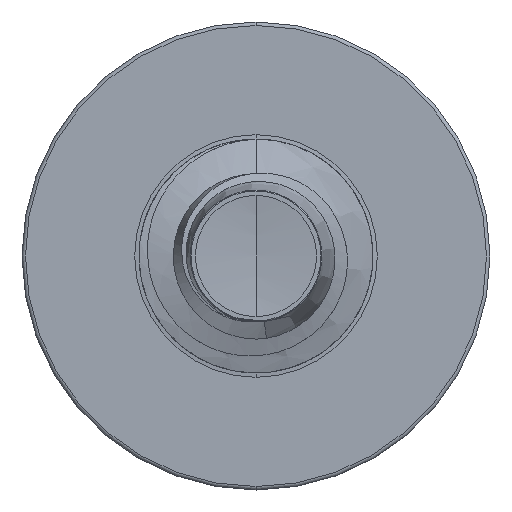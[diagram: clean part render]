
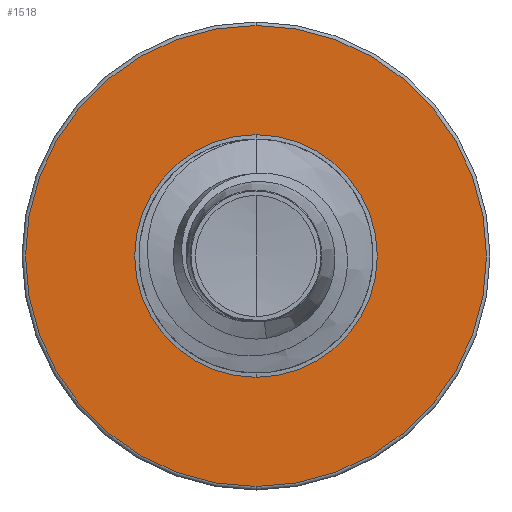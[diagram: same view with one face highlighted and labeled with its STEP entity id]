
A CAD part, front view. The second image highlights one B-rep face of the part: STEP entity #1518.
In plain terms, the highlighted planar face has unit normal (0, -1, 0).
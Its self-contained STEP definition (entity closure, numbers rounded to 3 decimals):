
#35 = ORIENTED_EDGE ( 'NONE', *, *, #17331, .T. ) ;
#1013 = VERTEX_POINT ( 'NONE', #9303 ) ;
#1518 = ADVANCED_FACE ( 'NONE', ( #17368, #13010 ), #3385, .F. ) ;
#1800 = AXIS2_PLACEMENT_3D ( 'NONE', #16153, #16139, #16123 ) ;
#2015 = AXIS2_PLACEMENT_3D ( 'NONE', #3193, #3046, #3147 ) ;
#2084 = AXIS2_PLACEMENT_3D ( 'NONE', #12200, #12183, #12171 ) ;
#2326 = DIRECTION ( 'NONE',  ( 0., 0., 1. ) ) ;
#2355 = DIRECTION ( 'NONE',  ( 0., 1., 0. ) ) ;
#2361 = CARTESIAN_POINT ( 'NONE',  ( 0., 8., 0. ) ) ;
#2813 = CARTESIAN_POINT ( 'NONE',  ( 0., 8., 1.296 ) ) ;
#3046 = DIRECTION ( 'NONE',  ( 0., 1., 0. ) ) ;
#3147 = DIRECTION ( 'NONE',  ( 0., 0., 1. ) ) ;
#3193 = CARTESIAN_POINT ( 'NONE',  ( 0., 8., 0. ) ) ;
#3344 = DIRECTION ( 'NONE',  ( 0., 0., 1. ) ) ;
#3349 = DIRECTION ( 'NONE',  ( 0., 1., 0. ) ) ;
#3385 = PLANE ( 'NONE',  #13172 ) ;
#3425 = CARTESIAN_POINT ( 'NONE',  ( 0., 8., -1.296 ) ) ;
#4242 = CARTESIAN_POINT ( 'NONE',  ( 0., 8., -1.296 ) ) ;
#5866 = EDGE_LOOP ( 'NONE', ( #15292, #35 ) ) ;
#6457 = VERTEX_POINT ( 'NONE', #9495 ) ;
#8153 = VERTEX_POINT ( 'NONE', #4242 ) ;
#8686 = CIRCLE ( 'NONE', #2015, 1.296 ) ;
#8825 = ORIENTED_EDGE ( 'NONE', *, *, #15411, .F. ) ;
#9303 = CARTESIAN_POINT ( 'NONE',  ( 0., 8., -2.462 ) ) ;
#9423 = EDGE_CURVE ( 'NONE', #17339, #8153, #8686, .T. ) ;
#9495 = CARTESIAN_POINT ( 'NONE',  ( 0., 8., 2.463 ) ) ;
#11035 = CIRCLE ( 'NONE', #1800, 2.462 ) ;
#11306 = AXIS2_PLACEMENT_3D ( 'NONE', #2361, #2355, #2326 ) ;
#12171 = DIRECTION ( 'NONE',  ( 0., 0., 1. ) ) ;
#12183 = DIRECTION ( 'NONE',  ( 0., 1., 0. ) ) ;
#12200 = CARTESIAN_POINT ( 'NONE',  ( 0., 8., 0. ) ) ;
#12530 = ORIENTED_EDGE ( 'NONE', *, *, #15561, .F. ) ;
#13010 = FACE_BOUND ( 'NONE', #5866, .T. ) ;
#13172 = AXIS2_PLACEMENT_3D ( 'NONE', #3425, #3349, #3344 ) ;
#13441 = CIRCLE ( 'NONE', #11306, 1.296 ) ;
#15292 = ORIENTED_EDGE ( 'NONE', *, *, #9423, .T. ) ;
#15411 = EDGE_CURVE ( 'NONE', #6457, #1013, #17333, .T. ) ;
#15561 = EDGE_CURVE ( 'NONE', #1013, #6457, #11035, .T. ) ;
#16059 = EDGE_LOOP ( 'NONE', ( #8825, #12530 ) ) ;
#16123 = DIRECTION ( 'NONE',  ( 0., 0., 1. ) ) ;
#16139 = DIRECTION ( 'NONE',  ( 0., 1., 0. ) ) ;
#16153 = CARTESIAN_POINT ( 'NONE',  ( 0., 8., 0. ) ) ;
#17331 = EDGE_CURVE ( 'NONE', #8153, #17339, #13441, .T. ) ;
#17333 = CIRCLE ( 'NONE', #2084, 2.462 ) ;
#17339 = VERTEX_POINT ( 'NONE', #2813 ) ;
#17368 = FACE_OUTER_BOUND ( 'NONE', #16059, .T. ) ;
